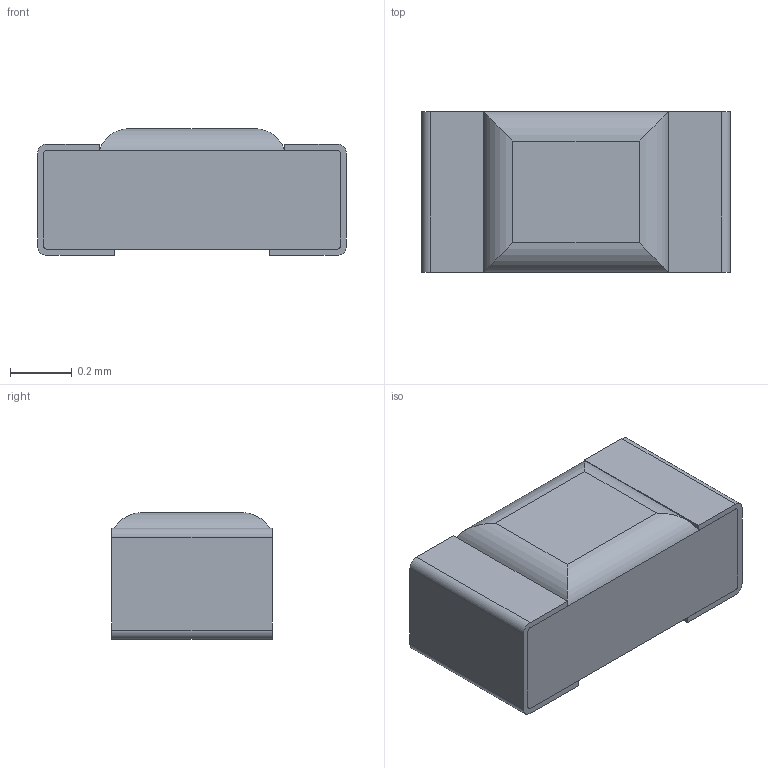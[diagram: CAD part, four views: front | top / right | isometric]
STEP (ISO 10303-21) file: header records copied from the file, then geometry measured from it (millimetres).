
FILE_DESCRIPTION( ( 'Unknown' ), '1' );
FILE_NAME( 'VarVE_femtoF_0402.stp', 'Unknown', ( 'Unknown' ), ( 'Unknown' ), 'PSStep 21.0.46', 'Unknown', ' ' );
FILE_SCHEMA( ( 'AUTOMOTIVE_DESIGN { 1 0 10303 214 1 1 1 1 }' ) );
Length unit declared in the file: millimetre
Products named in the file (5): Assem1; contacs; ceramic substrate; Over Coat
Assembly tree (4 placements, depth 2):
  Assem1
    contacs
    contacs
    ceramic substrate
    Over Coat
Bounding box: 1 x 0.52 x 0.41 mm (x, y, z)
Volume: 0.2 mm3; surface area: 4.3 mm2
Topology: 4 solids, 4 shells, 44 faces, 108 edges, 72 vertices
Faces by surface type: plane 28, cylinder 16
Entity records: 1738 total; most frequent: DIRECTION 234, CARTESIAN_POINT 229, ORIENTED_EDGE 216, EDGE_CURVE 108, LINE 80, VECTOR 80, AXIS2_PLACEMENT_3D 77, VERTEX_POINT 72
